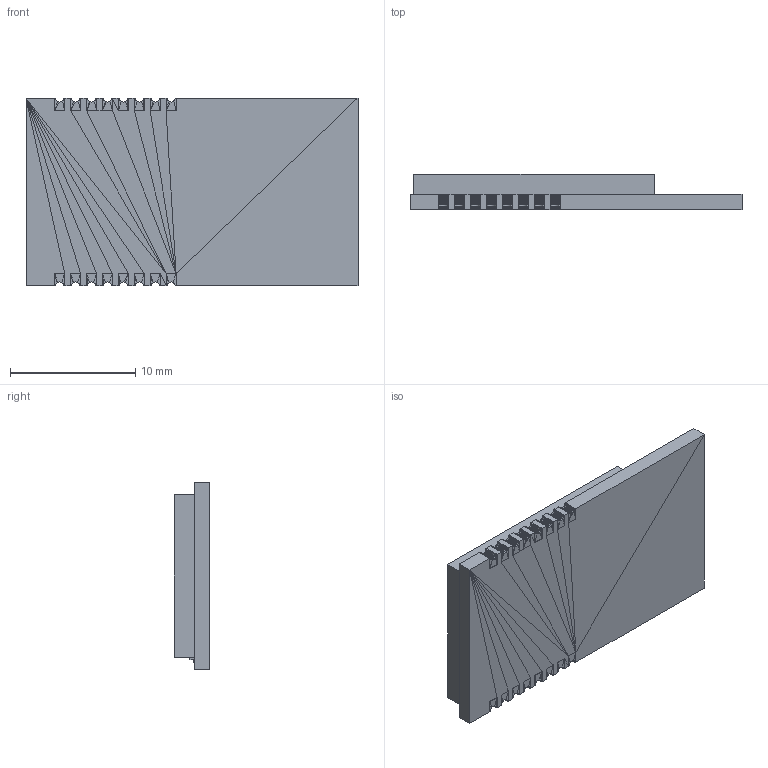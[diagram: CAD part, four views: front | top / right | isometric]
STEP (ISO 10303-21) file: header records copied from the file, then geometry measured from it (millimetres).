
FILE_DESCRIPTION(('HOOPS Exchange Step'),'2;1');
FILE_NAME('612c77117e5acd2fb9eedb219d559e7020230430-1-tsp0b3.SLDASM.step','2023-04-30T19:59:06+00:00',('root'),('Unknown organisation'),'HOOPS Exchange 2021.0','HOOPS Exchange','Unknown authorisation');
FILE_SCHEMA( ('AUTOMOTIVE_DESIGN { 1 0 10303 214 1 1 1 1 }') );
Length unit declared in the file: millimetre
Products named in the file (4): E28-1; 734120110-1; 默认; 612c77117e5acd2fb9eedb219d559e7020230430-1-tsp0b3
Assembly tree (3 placements, depth 3):
  612c77117e5acd2fb9eedb219d559e7020230430-1-tsp0b3
    默认
      E28-1
      734120110-1
Bounding box: 26.5 x 2.8 x 15 mm (x, y, z)
Volume: 0 mm3; surface area: 1040.5 mm2
Topology: 1 solids, 3 shells, 3939 faces, 6546 edges, 2598 vertices
Faces by surface type: plane 3939
Entity records: 34527 total; most frequent: DIRECTION 7892, CARTESIAN_POINT 6544, AXIS2_PLACEMENT_3D 3946, PLANE 3939, POLY_LOOP 3939, FACE_OUTER_BOUND 3939, FACE_SURFACE 3939, OVER_RIDING_STYLED_ITEM 252
